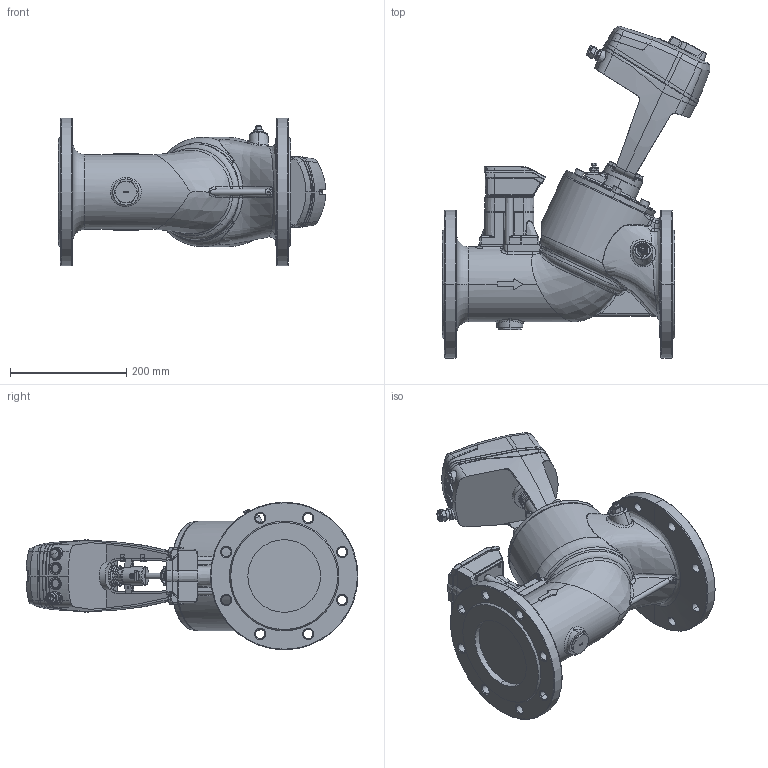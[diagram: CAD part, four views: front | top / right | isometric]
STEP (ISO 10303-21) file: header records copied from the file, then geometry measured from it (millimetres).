
FILE_DESCRIPTION (( 'STEP AP203' ), '1' );
FILE_NAME ('TA-Smart DN125 ANSI150.step', '2022-10-13T08:58:54', ( '' ), ( '' ), 'SwSTEP 2.0', 'SolidWorks 2019', '' );
FILE_SCHEMA (( 'CONFIG_CONTROL_DESIGN' ));
Products named in the file (1): TA-Smart DN125 ANSI150
Bounding box: 460.6 x 571.32 x 254 mm (x, y, z)
Volume: 12893809.1 mm3; surface area: 883536.9 mm2
Topology: 41 solids, 45 shells, 2451 faces, 5928 edges, 3620 vertices
Faces by surface type: plane 714, cylinder 627, cone 462, bspline 325, torus 269, sphere 54
Entity records: 113968 total; most frequent: CARTESIAN_POINT 59604, ORIENTED_EDGE 11778, DIRECTION 10846, EDGE_CURVE 5889, AXIS2_PLACEMENT_3D 4301, VERTEX_POINT 3618, EDGE_LOOP 2643, ADVANCED_FACE 2451
